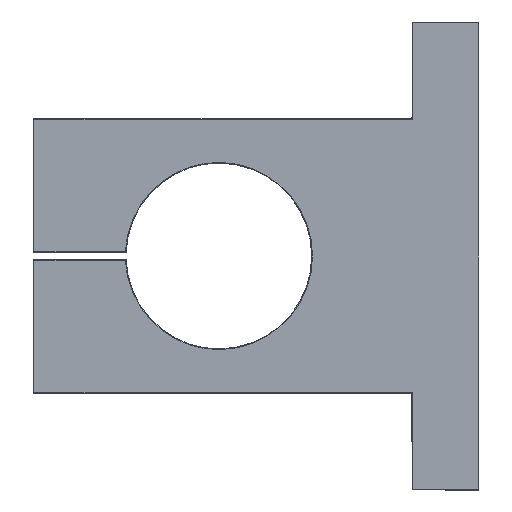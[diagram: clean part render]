
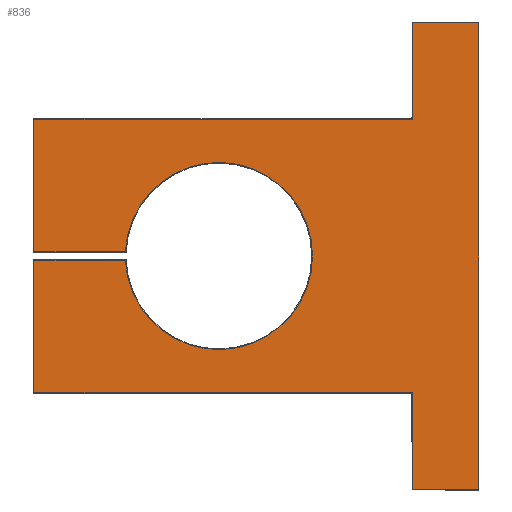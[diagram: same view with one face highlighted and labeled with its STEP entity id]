
A CAD part, left-side view. The second image highlights one B-rep face of the part: STEP entity #836.
In plain terms, the highlighted planar face has unit normal (-1, 0, 0).
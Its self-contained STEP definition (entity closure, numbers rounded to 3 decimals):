
#19 = DIRECTION ( 'NONE',  ( 0., 0., -1. ) ) ;
#27 = CARTESIAN_POINT ( 'NONE',  ( -20., 119.8, -37. ) ) ;
#51 = DIRECTION ( 'NONE',  ( 0., 1., 0. ) ) ;
#60 = DIRECTION ( 'NONE',  ( 0., 0., -1. ) ) ;
#66 = CARTESIAN_POINT ( 'NONE',  ( -20., 17.8, -63. ) ) ;
#69 = CARTESIAN_POINT ( 'NONE',  ( -20., 120., 36.8 ) ) ;
#105 = DIRECTION ( 'NONE',  ( 0., -1., 0. ) ) ;
#114 = CARTESIAN_POINT ( 'NONE',  ( -20., 0., -62.8 ) ) ;
#121 = CARTESIAN_POINT ( 'NONE',  ( -20., 119.8, -1.2 ) ) ;
#132 = CARTESIAN_POINT ( 'NONE',  ( -20., 119.8, 36.8 ) ) ;
#149 = CARTESIAN_POINT ( 'NONE',  ( -20., 119.8, -36.8 ) ) ;
#170 = CARTESIAN_POINT ( 'NONE',  ( -20., 119.8, 1.2 ) ) ;
#210 = CARTESIAN_POINT ( 'NONE',  ( -20., 17.8, -36.8 ) ) ;
#218 = DIRECTION ( 'NONE',  ( 0., 0., -1. ) ) ;
#219 = DIRECTION ( 'NONE',  ( 1., 0., 0. ) ) ;
#226 = CARTESIAN_POINT ( 'NONE',  ( -20., 70., 0. ) ) ;
#228 = PLANE ( 'NONE',  #713 ) ;
#229 = CARTESIAN_POINT ( 'NONE',  ( -20., 17.8, -62.8 ) ) ;
#282 = VERTEX_POINT ( 'NONE', #229 ) ;
#301 = VERTEX_POINT ( 'NONE', #210 ) ;
#349 = CARTESIAN_POINT ( 'NONE',  ( -20., 18., 62.8 ) ) ;
#357 = DIRECTION ( 'NONE',  ( 0., 1., 0. ) ) ;
#407 = VERTEX_POINT ( 'NONE', #170 ) ;
#433 = CARTESIAN_POINT ( 'NONE',  ( -20., 17.8, 37. ) ) ;
#445 = CARTESIAN_POINT ( 'NONE',  ( -20., 0., 62.8 ) ) ;
#458 = DIRECTION ( 'NONE',  ( 0., 0., -1. ) ) ;
#473 = VERTEX_POINT ( 'NONE', #149 ) ;
#485 = DIRECTION ( 'NONE',  ( 0., 1., 0. ) ) ;
#487 = VERTEX_POINT ( 'NONE', #132 ) ;
#488 = CARTESIAN_POINT ( 'NONE',  ( -20., 70., 0. ) ) ;
#492 = VERTEX_POINT ( 'NONE', #121 ) ;
#497 = CARTESIAN_POINT ( 'NONE',  ( -20., 18., -36.8 ) ) ;
#512 = CARTESIAN_POINT ( 'NONE',  ( -20., 120., -1.2 ) ) ;
#519 = CARTESIAN_POINT ( 'NONE',  ( -20., 95.171, -1.2 ) ) ;
#538 = CARTESIAN_POINT ( 'NONE',  ( -20., 0., 63. ) ) ;
#539 = DIRECTION ( 'NONE',  ( 0., 0., -1. ) ) ;
#549 = DIRECTION ( 'NONE',  ( 0., 0., -1. ) ) ;
#565 = DIRECTION ( 'NONE',  ( 1., 0., 0. ) ) ;
#573 = DIRECTION ( 'NONE',  ( 0., -1., 0. ) ) ;
#586 = CARTESIAN_POINT ( 'NONE',  ( -20., 17.8, 62.8 ) ) ;
#589 = CARTESIAN_POINT ( 'NONE',  ( -20., 0., -62.8 ) ) ;
#610 = CARTESIAN_POINT ( 'NONE',  ( -20., 119.8, 1. ) ) ;
#619 = CARTESIAN_POINT ( 'NONE',  ( -20., 94.98, 1.2 ) ) ;
#625 = DIRECTION ( 'NONE',  ( 0., 0., -1. ) ) ;
#638 = DIRECTION ( 'NONE',  ( 0., -1., 0. ) ) ;
#673 = CARTESIAN_POINT ( 'NONE',  ( -20., 17.8, 36.8 ) ) ;
#676 = CARTESIAN_POINT ( 'NONE',  ( -20., 95.171, 1.2 ) ) ;
#713 = AXIS2_PLACEMENT_3D ( 'NONE', #226, #219, #218 ) ;
#741 = AXIS2_PLACEMENT_3D ( 'NONE', #488, #565, #458 ) ;
#836 = ADVANCED_FACE ( 'NONE', ( #1515 ), #228, .F. ) ;
#874 = EDGE_CURVE ( 'NONE', #282, #1020, #1479, .T. ) ;
#889 = EDGE_CURVE ( 'NONE', #301, #282, #1447, .T. ) ;
#895 = EDGE_CURVE ( 'NONE', #1021, #487, #1452, .T. ) ;
#907 = EDGE_CURVE ( 'NONE', #492, #473, #1417, .T. ) ;
#942 = EDGE_CURVE ( 'NONE', #1039, #1025, #1373, .T. ) ;
#952 = EDGE_CURVE ( 'NONE', #1046, #1019, #1629, .T. ) ;
#964 = EDGE_CURVE ( 'NONE', #1039, #1020, #1630, .T. ) ;
#971 = EDGE_CURVE ( 'NONE', #487, #407, #1652, .T. ) ;
#977 = EDGE_CURVE ( 'NONE', #407, #1046, #1651, .T. ) ;
#979 = EDGE_CURVE ( 'NONE', #1025, #1021, #1665, .T. ) ;
#996 = EDGE_CURVE ( 'NONE', #473, #301, #1686, .T. ) ;
#1016 = EDGE_CURVE ( 'NONE', #1019, #492, #1706, .T. ) ;
#1019 = VERTEX_POINT ( 'NONE', #519 ) ;
#1020 = VERTEX_POINT ( 'NONE', #589 ) ;
#1021 = VERTEX_POINT ( 'NONE', #673 ) ;
#1025 = VERTEX_POINT ( 'NONE', #586 ) ;
#1039 = VERTEX_POINT ( 'NONE', #445 ) ;
#1046 = VERTEX_POINT ( 'NONE', #676 ) ;
#1054 = VECTOR ( 'NONE', #357, 1000. ) ;
#1075 = ORIENTED_EDGE ( 'NONE', *, *, #1016, .T. ) ;
#1084 = ORIENTED_EDGE ( 'NONE', *, *, #964, .F. ) ;
#1085 = ORIENTED_EDGE ( 'NONE', *, *, #874, .T. ) ;
#1165 = EDGE_LOOP ( 'NONE', ( #1614, #1085, #1084, #1595, #1581, #1592, #1596, #1578, #1579, #1075, #1580, #1591 ) ) ;
#1373 = LINE ( 'NONE', #349, #1054 ) ;
#1414 = VECTOR ( 'NONE', #19, 1000. ) ;
#1417 = LINE ( 'NONE', #27, #1414 ) ;
#1439 = VECTOR ( 'NONE', #51, 1000. ) ;
#1446 = VECTOR ( 'NONE', #60, 1000. ) ;
#1447 = LINE ( 'NONE', #66, #1446 ) ;
#1452 = LINE ( 'NONE', #69, #1439 ) ;
#1473 = VECTOR ( 'NONE', #105, 1000. ) ;
#1479 = LINE ( 'NONE', #114, #1473 ) ;
#1515 = FACE_OUTER_BOUND ( 'NONE', #1165, .T. ) ;
#1578 = ORIENTED_EDGE ( 'NONE', *, *, #977, .T. ) ;
#1579 = ORIENTED_EDGE ( 'NONE', *, *, #952, .T. ) ;
#1580 = ORIENTED_EDGE ( 'NONE', *, *, #907, .T. ) ;
#1581 = ORIENTED_EDGE ( 'NONE', *, *, #979, .T. ) ;
#1591 = ORIENTED_EDGE ( 'NONE', *, *, #996, .T. ) ;
#1592 = ORIENTED_EDGE ( 'NONE', *, *, #895, .T. ) ;
#1595 = ORIENTED_EDGE ( 'NONE', *, *, #942, .T. ) ;
#1596 = ORIENTED_EDGE ( 'NONE', *, *, #971, .T. ) ;
#1614 = ORIENTED_EDGE ( 'NONE', *, *, #889, .T. ) ;
#1629 = CIRCLE ( 'NONE', #741, 25.2 ) ;
#1630 = LINE ( 'NONE', #538, #1646 ) ;
#1646 = VECTOR ( 'NONE', #539, 1000. ) ;
#1651 = LINE ( 'NONE', #619, #1664 ) ;
#1652 = LINE ( 'NONE', #610, #1657 ) ;
#1657 = VECTOR ( 'NONE', #625, 1000. ) ;
#1664 = VECTOR ( 'NONE', #638, 1000. ) ;
#1665 = LINE ( 'NONE', #433, #1666 ) ;
#1666 = VECTOR ( 'NONE', #549, 1000. ) ;
#1686 = LINE ( 'NONE', #497, #1690 ) ;
#1690 = VECTOR ( 'NONE', #573, 1000. ) ;
#1706 = LINE ( 'NONE', #512, #1720 ) ;
#1720 = VECTOR ( 'NONE', #485, 1000. ) ;
